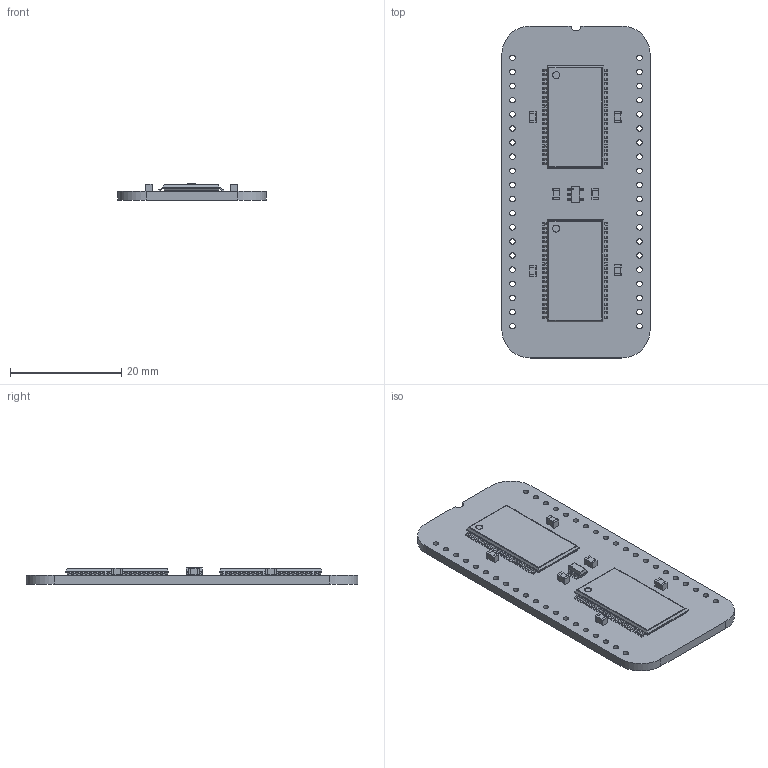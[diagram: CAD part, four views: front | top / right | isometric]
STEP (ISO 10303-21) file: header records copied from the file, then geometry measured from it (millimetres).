
FILE_DESCRIPTION(('KiCad electronic assembly'),'2;1');
FILE_NAME('Memory 4MB.step','2024-09-12T10:55:03',('Pcbnew'),('Kicad'), 'Open CASCADE STEP processor 7.8','KiCad to STEP converter','Unknown' );
FILE_SCHEMA(('AUTOMOTIVE_DESIGN { 1 0 10303 214 1 1 1 1 }'));
Length unit declared in the file: millimetre
Products named in the file (8): Memory 4MB 1; C_0805_2012Metric; AP7365-33WG-7; ASSEMBLY; IS61WV20488FBLL-10TLI; Memory 4MB_PCB
Assembly tree (13 placements, depth 3):
  Memory 4MB 1
    C_0805_2012Metric  x6
      C_0805_2012Metric
    AP7365-33WG-7
      ASSEMBLY
    IS61WV20488FBLL-10TLI  x2
      ASSEMBLY
    Memory 4MB_PCB
Bounding box: 26.67 x 59.69 x 2.95 mm (x, y, z)
Volume: 2887.3 mm3; surface area: 4589.3 mm2
Topology: 103 solids, 103 shells, 1501 faces, 3792 edges, 2512 vertices
Faces by surface type: plane 1078, cylinder 423
Full cylindrical faces by diameter (mm): 0.2 x1, 1 x40, 1.27 x2
Entity records: 23328 total; most frequent: CARTESIAN_POINT 3990, DIRECTION 3919, ORIENTED_EDGE 3866, EDGE_CURVE 1933, LINE 1505, VECTOR 1505, VERTEX_POINT 1278, AXIS2_PLACEMENT_3D 1207
